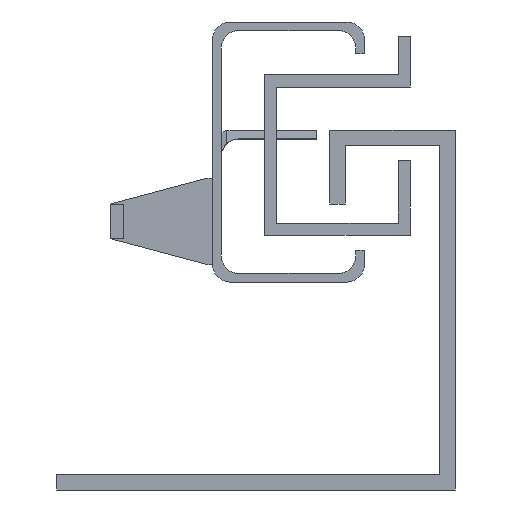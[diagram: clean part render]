
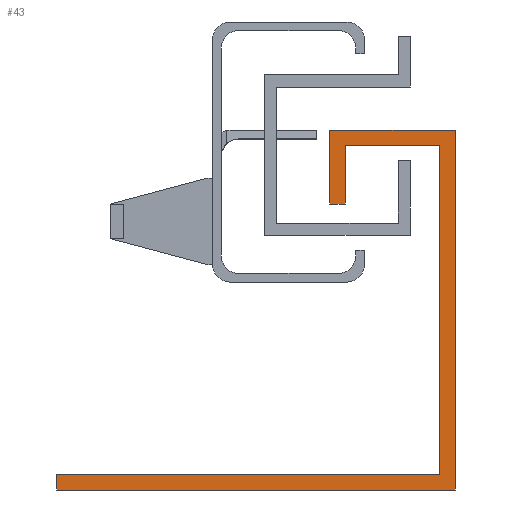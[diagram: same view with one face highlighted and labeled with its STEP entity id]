
A CAD part, left-side view. The second image highlights one B-rep face of the part: STEP entity #43.
In plain terms, the highlighted planar face has unit normal (-1, 0, 0).
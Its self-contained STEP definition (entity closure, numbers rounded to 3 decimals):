
#43 = ADVANCED_FACE ( 'NONE', ( #8050 ), #3559, .F. ) ;
#332 = CARTESIAN_POINT ( 'NONE',  ( 0., 46., 0. ) ) ;
#434 = LINE ( 'NONE', #4787, #3002 ) ;
#537 = EDGE_CURVE ( 'NONE', #3066, #1139, #8476, .T. ) ;
#830 = VECTOR ( 'NONE', #1192, 1000. ) ;
#847 = VERTEX_POINT ( 'NONE', #1839 ) ;
#911 = CARTESIAN_POINT ( 'NONE',  ( 0., 14.5, 33. ) ) ;
#996 = CARTESIAN_POINT ( 'NONE',  ( 0., 12.7, 39.7 ) ) ;
#1064 = CARTESIAN_POINT ( 'NONE',  ( 0., 14.5, 33. ) ) ;
#1136 = DIRECTION ( 'NONE',  ( 0., 1., 0. ) ) ;
#1139 = VERTEX_POINT ( 'NONE', #2995 ) ;
#1167 = ORIENTED_EDGE ( 'NONE', *, *, #3645, .F. ) ;
#1172 = DIRECTION ( 'NONE',  ( 0., 0., 1. ) ) ;
#1183 = DIRECTION ( 'NONE',  ( 0., 0., -1. ) ) ;
#1192 = DIRECTION ( 'NONE',  ( 0., 1., 0. ) ) ;
#1199 = EDGE_CURVE ( 'NONE', #5666, #2778, #5422, .T. ) ;
#1252 = CARTESIAN_POINT ( 'NONE',  ( 0., 1.8, 39.7 ) ) ;
#1288 = LINE ( 'NONE', #7957, #830 ) ;
#1544 = LINE ( 'NONE', #8265, #3767 ) ;
#1769 = CARTESIAN_POINT ( 'NONE',  ( 0., 1.8, 1.8 ) ) ;
#1784 = VECTOR ( 'NONE', #1183, 1000. ) ;
#1839 = CARTESIAN_POINT ( 'NONE',  ( 0., 1.8, 1.8 ) ) ;
#1977 = EDGE_CURVE ( 'NONE', #2778, #5581, #8441, .T. ) ;
#2088 = CARTESIAN_POINT ( 'NONE',  ( 0., 0., 0. ) ) ;
#2116 = CARTESIAN_POINT ( 'NONE',  ( 0., 0., 0. ) ) ;
#2412 = CARTESIAN_POINT ( 'NONE',  ( 0., 12.7, 33. ) ) ;
#2454 = CARTESIAN_POINT ( 'NONE',  ( 0., 46., 0. ) ) ;
#2531 = CARTESIAN_POINT ( 'NONE',  ( 0., 14.5, 41.5 ) ) ;
#2581 = LINE ( 'NONE', #911, #6076 ) ;
#2595 = DIRECTION ( 'NONE',  ( 0., 1., 0. ) ) ;
#2631 = EDGE_CURVE ( 'NONE', #847, #8054, #7008, .T. ) ;
#2724 = VECTOR ( 'NONE', #1136, 1000. ) ;
#2778 = VERTEX_POINT ( 'NONE', #3398 ) ;
#2995 = CARTESIAN_POINT ( 'NONE',  ( 0., 0., 41.5 ) ) ;
#3002 = VECTOR ( 'NONE', #2595, 1000. ) ;
#3066 = VERTEX_POINT ( 'NONE', #2531 ) ;
#3247 = LINE ( 'NONE', #332, #9354 ) ;
#3398 = CARTESIAN_POINT ( 'NONE',  ( 0., 12.7, 33. ) ) ;
#3467 = VECTOR ( 'NONE', #7671, 1000. ) ;
#3505 = ORIENTED_EDGE ( 'NONE', *, *, #2631, .F. ) ;
#3559 = PLANE ( 'NONE',  #5782 ) ;
#3645 = EDGE_CURVE ( 'NONE', #8555, #5109, #1288, .T. ) ;
#3680 = EDGE_LOOP ( 'NONE', ( #4881, #4129, #8597, #6847, #8803, #3505, #4957, #5004, #1167, #9366 ) ) ;
#3767 = VECTOR ( 'NONE', #4471, 1000. ) ;
#3970 = VECTOR ( 'NONE', #7658, 1000. ) ;
#4128 = CARTESIAN_POINT ( 'NONE',  ( 0., 46., 1.8 ) ) ;
#4129 = ORIENTED_EDGE ( 'NONE', *, *, #9620, .F. ) ;
#4471 = DIRECTION ( 'NONE',  ( 0., -1., 0. ) ) ;
#4725 = DIRECTION ( 'NONE',  ( 0., 0., 1. ) ) ;
#4787 = CARTESIAN_POINT ( 'NONE',  ( 0., 1.8, 39.7 ) ) ;
#4881 = ORIENTED_EDGE ( 'NONE', *, *, #537, .F. ) ;
#4957 = ORIENTED_EDGE ( 'NONE', *, *, #8208, .F. ) ;
#5004 = ORIENTED_EDGE ( 'NONE', *, *, #7700, .F. ) ;
#5109 = VERTEX_POINT ( 'NONE', #2454 ) ;
#5210 = EDGE_CURVE ( 'NONE', #8054, #5666, #434, .T. ) ;
#5422 = LINE ( 'NONE', #996, #3467 ) ;
#5581 = VERTEX_POINT ( 'NONE', #1064 ) ;
#5666 = VERTEX_POINT ( 'NONE', #7139 ) ;
#5782 = AXIS2_PLACEMENT_3D ( 'NONE', #2116, #8787, #6530 ) ;
#5936 = DIRECTION ( 'NONE',  ( 0., -1., 0. ) ) ;
#6076 = VECTOR ( 'NONE', #4725, 1000. ) ;
#6229 = EDGE_CURVE ( 'NONE', #1139, #8555, #6296, .T. ) ;
#6296 = LINE ( 'NONE', #7894, #1784 ) ;
#6530 = DIRECTION ( 'NONE',  ( 0., 0., -1. ) ) ;
#6645 = VERTEX_POINT ( 'NONE', #4128 ) ;
#6847 = ORIENTED_EDGE ( 'NONE', *, *, #1199, .F. ) ;
#7008 = LINE ( 'NONE', #1769, #3970 ) ;
#7139 = CARTESIAN_POINT ( 'NONE',  ( 0., 12.7, 39.7 ) ) ;
#7658 = DIRECTION ( 'NONE',  ( 0., 0., 1. ) ) ;
#7671 = DIRECTION ( 'NONE',  ( 0., 0., -1. ) ) ;
#7700 = EDGE_CURVE ( 'NONE', #5109, #6645, #3247, .T. ) ;
#7793 = VECTOR ( 'NONE', #5936, 1000. ) ;
#7894 = CARTESIAN_POINT ( 'NONE',  ( 0., 0., 41.5 ) ) ;
#7957 = CARTESIAN_POINT ( 'NONE',  ( 0., 0., 0. ) ) ;
#8050 = FACE_OUTER_BOUND ( 'NONE', #3680, .T. ) ;
#8054 = VERTEX_POINT ( 'NONE', #1252 ) ;
#8208 = EDGE_CURVE ( 'NONE', #6645, #847, #1544, .T. ) ;
#8265 = CARTESIAN_POINT ( 'NONE',  ( 0., 46., 1.8 ) ) ;
#8441 = LINE ( 'NONE', #2412, #2724 ) ;
#8476 = LINE ( 'NONE', #8849, #7793 ) ;
#8555 = VERTEX_POINT ( 'NONE', #2088 ) ;
#8597 = ORIENTED_EDGE ( 'NONE', *, *, #1977, .F. ) ;
#8787 = DIRECTION ( 'NONE',  ( 1., 0., 0. ) ) ;
#8803 = ORIENTED_EDGE ( 'NONE', *, *, #5210, .F. ) ;
#8849 = CARTESIAN_POINT ( 'NONE',  ( 0., 14.5, 41.5 ) ) ;
#9354 = VECTOR ( 'NONE', #1172, 1000. ) ;
#9366 = ORIENTED_EDGE ( 'NONE', *, *, #6229, .F. ) ;
#9620 = EDGE_CURVE ( 'NONE', #5581, #3066, #2581, .T. ) ;
